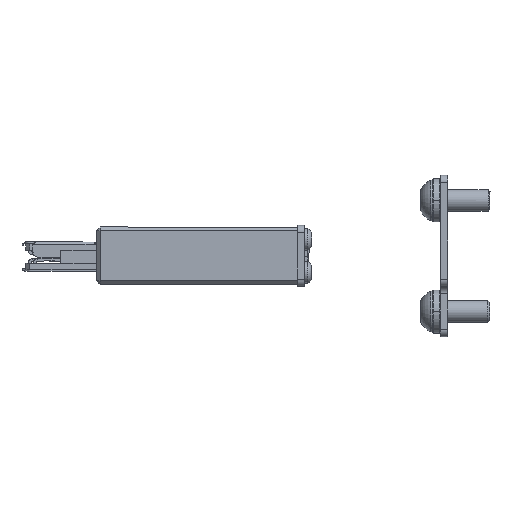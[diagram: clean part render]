
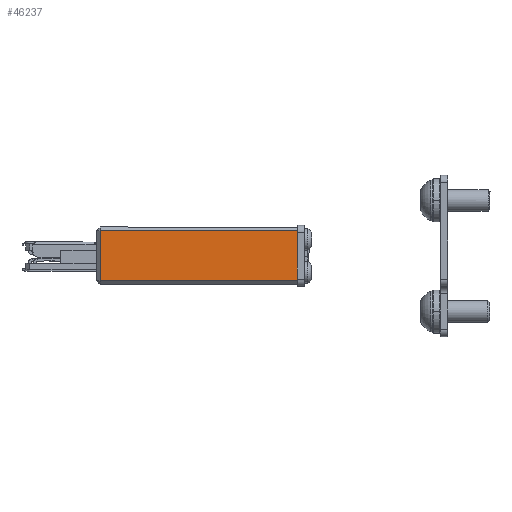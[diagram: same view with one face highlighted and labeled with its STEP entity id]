
A CAD part, left-side view. The second image highlights one B-rep face of the part: STEP entity #46237.
In plain terms, the highlighted planar face has unit normal (-1, 0, 0).
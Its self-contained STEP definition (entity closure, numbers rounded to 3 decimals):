
#2804 = CARTESIAN_POINT ( 'NONE',  ( -10., -0.013, 11.859 ) ) ;
#4628 = CARTESIAN_POINT ( 'NONE',  ( -10., -0.005, 4.359 ) ) ;
#6541 = ORIENTED_EDGE ( 'NONE', *, *, #47045, .T. ) ;
#8642 = VECTOR ( 'NONE', #54883, 1000. ) ;
#9089 = DIRECTION ( 'NONE',  ( 1., 0., 0. ) ) ;
#10280 = FACE_OUTER_BOUND ( 'NONE', #47513, .T. ) ;
#11114 = LINE ( 'NONE', #4628, #36999 ) ;
#12802 = VERTEX_POINT ( 'NONE', #13657 ) ;
#13657 = CARTESIAN_POINT ( 'NONE',  ( -10., -0.005, 4.859 ) ) ;
#14799 = CARTESIAN_POINT ( 'NONE',  ( -10., 27.995, 4.389 ) ) ;
#15494 = CARTESIAN_POINT ( 'NONE',  ( -10., 27.495, 4.388 ) ) ;
#15529 = DIRECTION ( 'NONE',  ( 0., -1., -0.001 ) ) ;
#15584 = DIRECTION ( 'NONE',  ( 0., 1., 0.001 ) ) ;
#16283 = CARTESIAN_POINT ( 'NONE',  ( -10., 27.987, 11.889 ) ) ;
#16630 = VECTOR ( 'NONE', #15529, 1000. ) ;
#26914 = EDGE_CURVE ( 'NONE', #55629, #12802, #64653, .T. ) ;
#28819 = ORIENTED_EDGE ( 'NONE', *, *, #65381, .T. ) ;
#31176 = DIRECTION ( 'NONE',  ( 0., 1., 0.001 ) ) ;
#32028 = PLANE ( 'NONE',  #66869 ) ;
#32091 = ORIENTED_EDGE ( 'NONE', *, *, #46625, .T. ) ;
#32303 = LINE ( 'NONE', #16283, #64163 ) ;
#32820 = CARTESIAN_POINT ( 'NONE',  ( -10., 27.495, 4.888 ) ) ;
#32842 = DIRECTION ( 'NONE',  ( 0., -0.001, 1. ) ) ;
#36999 = VECTOR ( 'NONE', #32842, 1000. ) ;
#38158 = VERTEX_POINT ( 'NONE', #2804 ) ;
#42706 = CARTESIAN_POINT ( 'NONE',  ( -10., 27.995, 4.889 ) ) ;
#46237 = ADVANCED_FACE ( 'NONE', ( #10280 ), #32028, .F. ) ;
#46625 = EDGE_CURVE ( 'NONE', #12802, #38158, #11114, .T. ) ;
#47045 = EDGE_CURVE ( 'NONE', #56463, #55629, #49097, .T. ) ;
#47513 = EDGE_LOOP ( 'NONE', ( #32091, #28819, #6541, #69643 ) ) ;
#49097 = LINE ( 'NONE', #15494, #8642 ) ;
#54883 = DIRECTION ( 'NONE',  ( 0., 0.001, -1. ) ) ;
#55629 = VERTEX_POINT ( 'NONE', #32820 ) ;
#56463 = VERTEX_POINT ( 'NONE', #68944 ) ;
#64163 = VECTOR ( 'NONE', #15584, 1000. ) ;
#64653 = LINE ( 'NONE', #42706, #16630 ) ;
#65381 = EDGE_CURVE ( 'NONE', #38158, #56463, #32303, .T. ) ;
#66869 = AXIS2_PLACEMENT_3D ( 'NONE', #14799, #9089, #31176 ) ;
#68944 = CARTESIAN_POINT ( 'NONE',  ( -10., 27.487, 11.888 ) ) ;
#69643 = ORIENTED_EDGE ( 'NONE', *, *, #26914, .T. ) ;
